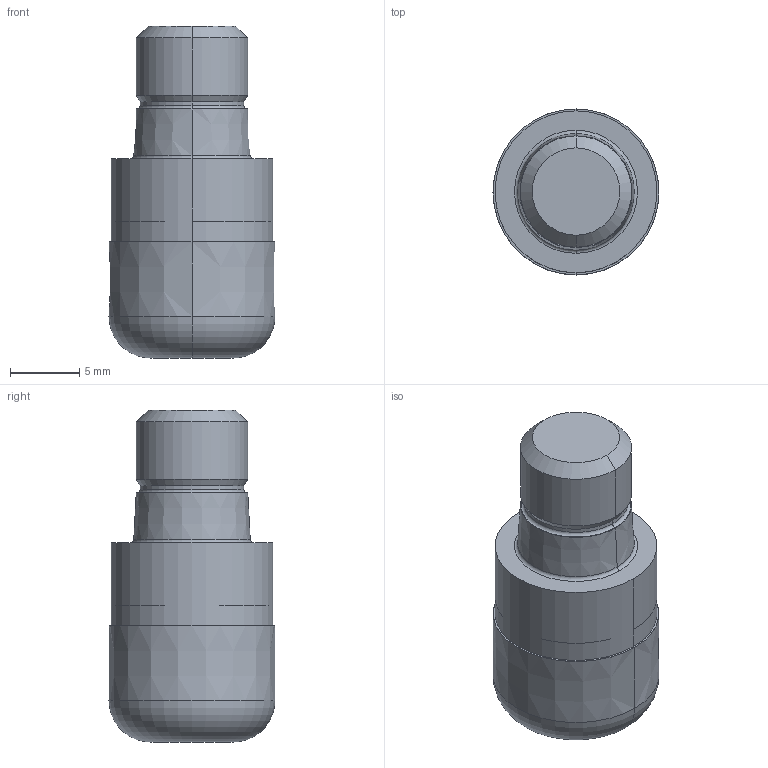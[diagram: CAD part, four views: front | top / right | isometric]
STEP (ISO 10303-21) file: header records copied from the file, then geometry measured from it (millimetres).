
FILE_DESCRIPTION(('no description'),'unknown implementation level');
FILE_NAME('solidk_Dpe_D39W5gsHx8_t9IdHTiJdM_1.STP',' ',('CIMSOURCE GmbH'),('CADClick - KiM GmbH - www.kimweb.de'),'unknown preprocess','ACIS','unknown authorization');
FILE_SCHEMA(('automotive_design'));
Length unit declared in the file: millimetre
Products named in the file (2): 1; 2
Bounding box: 12 x 12 x 24 mm (x, y, z)
Volume: 2015.2 mm3; surface area: 1165.7 mm2
Topology: 2 solids, 2 shells, 33 faces, 66 edges, 38 vertices
Faces by surface type: cone 12, cylinder 8, plane 7, torus 6
Entity records: 1667 total; most frequent: DIRECTION 182, CARTESIAN_POINT 139, STYLED_ITEM 135, PRESENTATION_STYLE_ASSIGNMENT 135, COLOUR_RGB 135, ORIENTED_EDGE 124, AXIS2_PLACEMENT_3D 81, EDGE_CURVE 62
